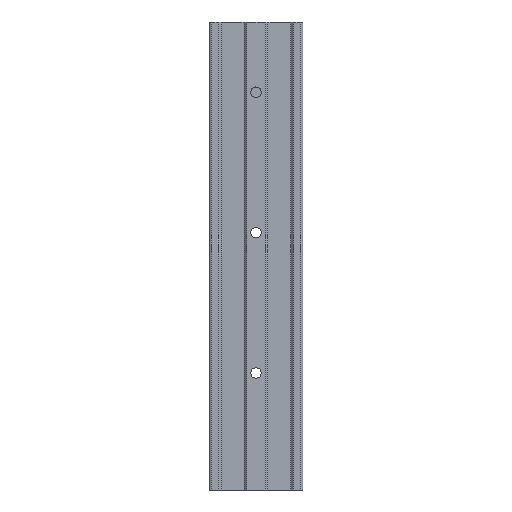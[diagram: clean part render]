
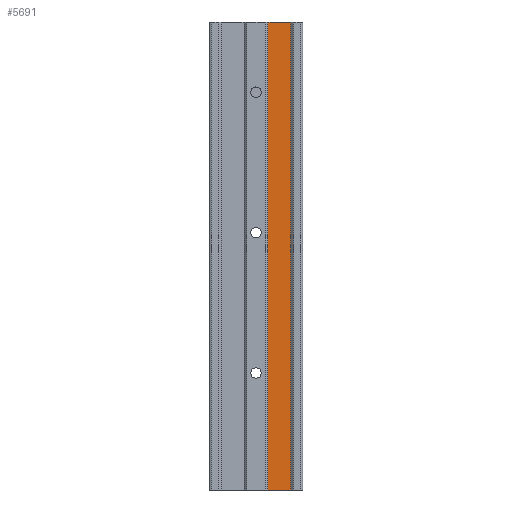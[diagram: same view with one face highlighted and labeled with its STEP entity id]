
A CAD part, front view. The second image highlights one B-rep face of the part: STEP entity #5691.
In plain terms, the highlighted planar face has unit normal (0, -1, 0).
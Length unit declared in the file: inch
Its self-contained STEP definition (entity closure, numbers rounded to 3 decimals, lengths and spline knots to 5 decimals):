
#680 = FACE_OUTER_BOUND ( 'NONE', #23865, .T. ) ;
#1027 = VERTEX_POINT ( 'NONE', #30181 ) ;
#1983 = DIRECTION ( 'NONE',  ( 0., 0., 1. ) ) ;
#2651 = DIRECTION ( 'NONE',  ( 1., 0., 0. ) ) ;
#5035 = ORIENTED_EDGE ( 'NONE', *, *, #14719, .F. ) ;
#5326 = ORIENTED_EDGE ( 'NONE', *, *, #13449, .F. ) ;
#5541 = CARTESIAN_POINT ( 'NONE',  ( 0.20093, 0.03937, 0. ) ) ;
#5618 = VECTOR ( 'NONE', #18756, 39.37008 ) ;
#5691 = ADVANCED_FACE ( 'NONE', ( #680 ), #30502, .T. ) ;
#6459 = VECTOR ( 'NONE', #16346, 39.37008 ) ;
#6579 = EDGE_CURVE ( 'NONE', #1027, #15492, #37063, .T. ) ;
#6853 = DIRECTION ( 'NONE',  ( 0., -1., 0. ) ) ;
#9009 = LINE ( 'NONE', #32469, #31393 ) ;
#10274 = ORIENTED_EDGE ( 'NONE', *, *, #6579, .T. ) ;
#10654 = CARTESIAN_POINT ( 'NONE',  ( 0.58647, 0.03937, -7.874 ) ) ;
#11595 = DIRECTION ( 'NONE',  ( 1., 0., 0. ) ) ;
#11628 = EDGE_CURVE ( 'NONE', #27565, #1027, #15968, .T. ) ;
#12772 = CARTESIAN_POINT ( 'NONE',  ( 0.20093, 0.03937, -7.874 ) ) ;
#13449 = EDGE_CURVE ( 'NONE', #33752, #15492, #9009, .T. ) ;
#14719 = EDGE_CURVE ( 'NONE', #27565, #33752, #24359, .T. ) ;
#15492 = VERTEX_POINT ( 'NONE', #31960 ) ;
#15968 = LINE ( 'NONE', #36973, #6459 ) ;
#16346 = DIRECTION ( 'NONE',  ( 1., 0., 0. ) ) ;
#17844 = VECTOR ( 'NONE', #1983, 39.37008 ) ;
#18756 = DIRECTION ( 'NONE',  ( 0., 0., 1. ) ) ;
#19845 = ORIENTED_EDGE ( 'NONE', *, *, #11628, .T. ) ;
#23865 = EDGE_LOOP ( 'NONE', ( #5326, #5035, #19845, #10274 ) ) ;
#24359 = LINE ( 'NONE', #12772, #5618 ) ;
#27565 = VERTEX_POINT ( 'NONE', #28904 ) ;
#28904 = CARTESIAN_POINT ( 'NONE',  ( 0.20093, 0.03937, -7.874 ) ) ;
#30181 = CARTESIAN_POINT ( 'NONE',  ( 0.58647, 0.03937, -7.874 ) ) ;
#30502 = PLANE ( 'NONE',  #32432 ) ;
#31393 = VECTOR ( 'NONE', #2651, 39.37008 ) ;
#31960 = CARTESIAN_POINT ( 'NONE',  ( 0.58647, 0.03937, 0. ) ) ;
#32432 = AXIS2_PLACEMENT_3D ( 'NONE', #33226, #6853, #11595 ) ;
#32469 = CARTESIAN_POINT ( 'NONE',  ( 0.20093, 0.03937, 0. ) ) ;
#33226 = CARTESIAN_POINT ( 'NONE',  ( 0.20093, 0.03937, -7.874 ) ) ;
#33752 = VERTEX_POINT ( 'NONE', #5541 ) ;
#36973 = CARTESIAN_POINT ( 'NONE',  ( 0.20093, 0.03937, -7.874 ) ) ;
#37063 = LINE ( 'NONE', #10654, #17844 ) ;
